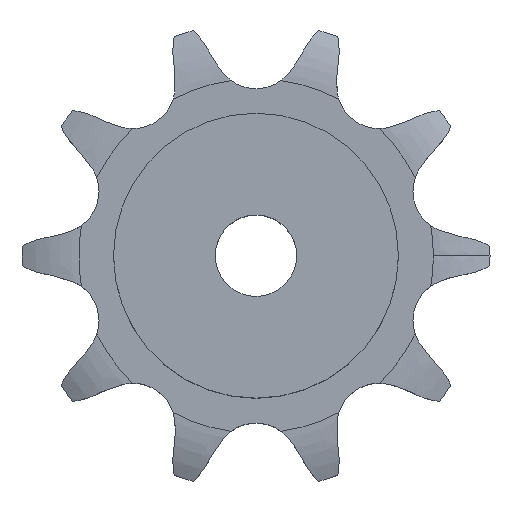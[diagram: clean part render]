
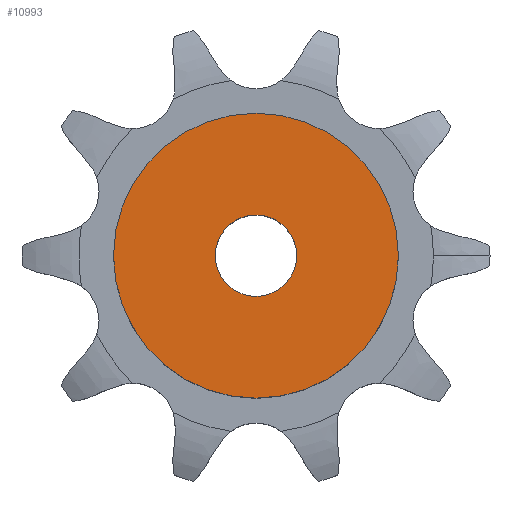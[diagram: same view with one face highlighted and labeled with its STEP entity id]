
A CAD part, top view. The second image highlights one B-rep face of the part: STEP entity #10993.
In plain terms, the highlighted planar face has unit normal (0, 0, 1).
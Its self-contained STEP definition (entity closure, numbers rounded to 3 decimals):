
#1914 = CYLINDRICAL_SURFACE('',#1915,17.5);
#1915 = AXIS2_PLACEMENT_3D('',#1916,#1917,#1918);
#1916 = CARTESIAN_POINT('',(0.,0.,0.));
#1917 = DIRECTION('',(-0.,-0.,-1.));
#1918 = DIRECTION('',(1.,0.,0.));
#7210 = VERTEX_POINT('',#7211);
#7211 = CARTESIAN_POINT('',(17.5,0.,25.));
#7232 = EDGE_CURVE('',#7210,#7210,#7233,.T.);
#7233 = SURFACE_CURVE('',#7234,(#7239,#7246),.PCURVE_S1.);
#7234 = CIRCLE('',#7235,17.5);
#7235 = AXIS2_PLACEMENT_3D('',#7236,#7237,#7238);
#7236 = CARTESIAN_POINT('',(0.,0.,25.));
#7237 = DIRECTION('',(0.,0.,1.));
#7238 = DIRECTION('',(1.,0.,0.));
#7239 = PCURVE('',#1914,#7240);
#7240 = DEFINITIONAL_REPRESENTATION('',(#7241),#7245);
#7241 = LINE('',#7242,#7243);
#7242 = CARTESIAN_POINT('',(-0.,-25.));
#7243 = VECTOR('',#7244,1.);
#7244 = DIRECTION('',(-1.,0.));
#7245 = ( GEOMETRIC_REPRESENTATION_CONTEXT(2) 
PARAMETRIC_REPRESENTATION_CONTEXT() REPRESENTATION_CONTEXT('2D SPACE',''
  ) );
#7246 = PCURVE('',#7247,#7252);
#7247 = PLANE('',#7248);
#7248 = AXIS2_PLACEMENT_3D('',#7249,#7250,#7251);
#7249 = CARTESIAN_POINT('',(0.,0.,25.));
#7250 = DIRECTION('',(0.,0.,1.));
#7251 = DIRECTION('',(1.,0.,0.));
#7252 = DEFINITIONAL_REPRESENTATION('',(#7253),#7257);
#7253 = CIRCLE('',#7254,17.5);
#7254 = AXIS2_PLACEMENT_2D('',#7255,#7256);
#7255 = CARTESIAN_POINT('',(0.,0.));
#7256 = DIRECTION('',(1.,0.));
#7257 = ( GEOMETRIC_REPRESENTATION_CONTEXT(2) 
PARAMETRIC_REPRESENTATION_CONTEXT() REPRESENTATION_CONTEXT('2D SPACE',''
  ) );
#9434 = CYLINDRICAL_SURFACE('',#9435,5.);
#9435 = AXIS2_PLACEMENT_3D('',#9436,#9437,#9438);
#9436 = CARTESIAN_POINT('',(0.,0.,98.628));
#9437 = DIRECTION('',(0.,0.,1.));
#9438 = DIRECTION('',(1.,0.,0.));
#10993 = ADVANCED_FACE('',(#10994,#10997),#7247,.T.);
#10994 = FACE_BOUND('',#10995,.T.);
#10995 = EDGE_LOOP('',(#10996));
#10996 = ORIENTED_EDGE('',*,*,#7232,.T.);
#10997 = FACE_BOUND('',#10998,.T.);
#10998 = EDGE_LOOP('',(#10999));
#10999 = ORIENTED_EDGE('',*,*,#11000,.F.);
#11000 = EDGE_CURVE('',#11001,#11001,#11003,.T.);
#11001 = VERTEX_POINT('',#11002);
#11002 = CARTESIAN_POINT('',(5.,0.,25.));
#11003 = SURFACE_CURVE('',#11004,(#11009,#11016),.PCURVE_S1.);
#11004 = CIRCLE('',#11005,5.);
#11005 = AXIS2_PLACEMENT_3D('',#11006,#11007,#11008);
#11006 = CARTESIAN_POINT('',(0.,0.,25.));
#11007 = DIRECTION('',(0.,0.,1.));
#11008 = DIRECTION('',(1.,0.,0.));
#11009 = PCURVE('',#7247,#11010);
#11010 = DEFINITIONAL_REPRESENTATION('',(#11011),#11015);
#11011 = CIRCLE('',#11012,5.);
#11012 = AXIS2_PLACEMENT_2D('',#11013,#11014);
#11013 = CARTESIAN_POINT('',(0.,0.));
#11014 = DIRECTION('',(1.,0.));
#11015 = ( GEOMETRIC_REPRESENTATION_CONTEXT(2) 
PARAMETRIC_REPRESENTATION_CONTEXT() REPRESENTATION_CONTEXT('2D SPACE',''
  ) );
#11016 = PCURVE('',#9434,#11017);
#11017 = DEFINITIONAL_REPRESENTATION('',(#11018),#11022);
#11018 = LINE('',#11019,#11020);
#11019 = CARTESIAN_POINT('',(0.,-73.628));
#11020 = VECTOR('',#11021,1.);
#11021 = DIRECTION('',(1.,0.));
#11022 = ( GEOMETRIC_REPRESENTATION_CONTEXT(2) 
PARAMETRIC_REPRESENTATION_CONTEXT() REPRESENTATION_CONTEXT('2D SPACE',''
  ) );
